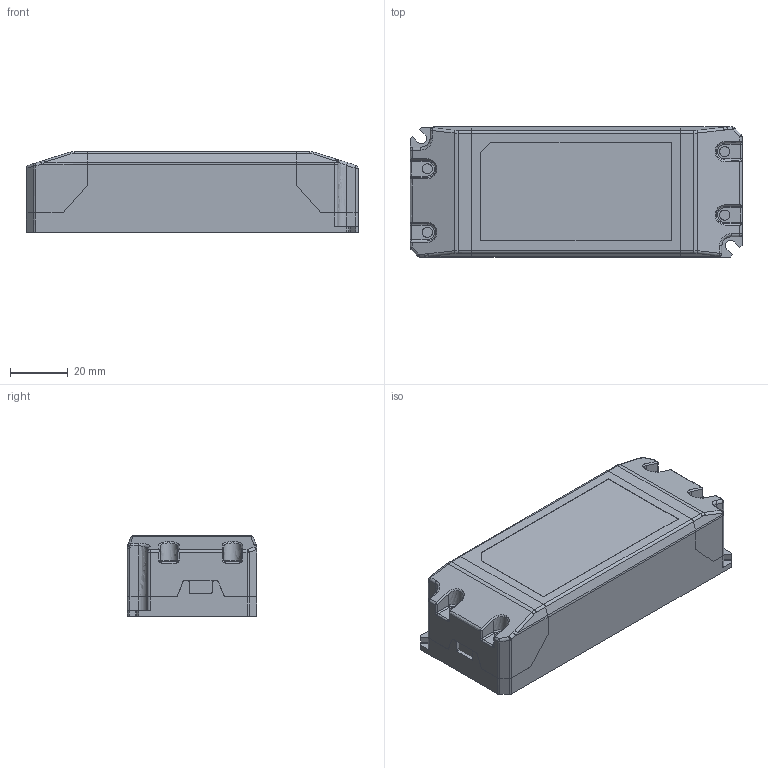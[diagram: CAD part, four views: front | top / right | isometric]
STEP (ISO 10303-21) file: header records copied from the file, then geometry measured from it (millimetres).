
FILE_DESCRIPTION(/* description */ (''),/* implementation_level */ '2;1');
FILE_NAME(/* name */ 'LS-20-~3',/* time_stamp */ '2023-07-05T09:46:21+08:00',/* author */ (''),/* organization */ (''),/* preprocessor_version */ 'ST-DEVELOPER v16.5',/* originating_system */ '',/* authorisation */ '');
FILE_SCHEMA (('AUTOMOTIVE_DESIGN'));
Length unit declared in the file: millimetre
Products named in the file (1): Document
Bounding box: 115 x 45 x 28 mm (x, y, z)
Volume: 144722.8 mm3; surface area: 26480.4 mm2
Topology: 3 solids, 5 shells, 371 faces, 951 edges, 593 vertices
Faces by surface type: bspline 215, plane 156
Entity records: 13865 total; most frequent: CARTESIAN_POINT 8144, ORIENTED_EDGE 1894, EDGE_CURVE 951, B_SPLINE_CURVE_WITH_KNOTS 646, VERTEX_POINT 593, EDGE_LOOP 376, ADVANCED_FACE 371, FACE_OUTER_BOUND 371
